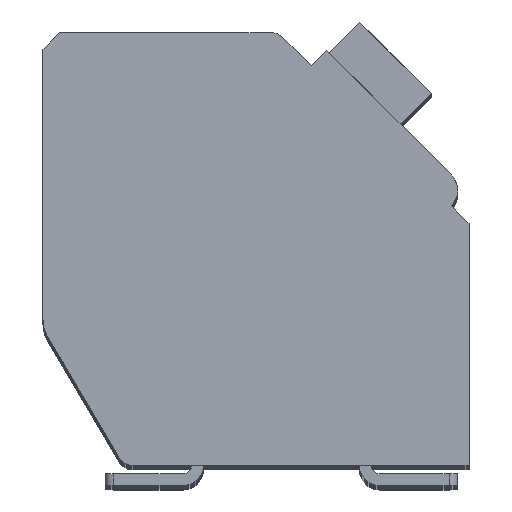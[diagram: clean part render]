
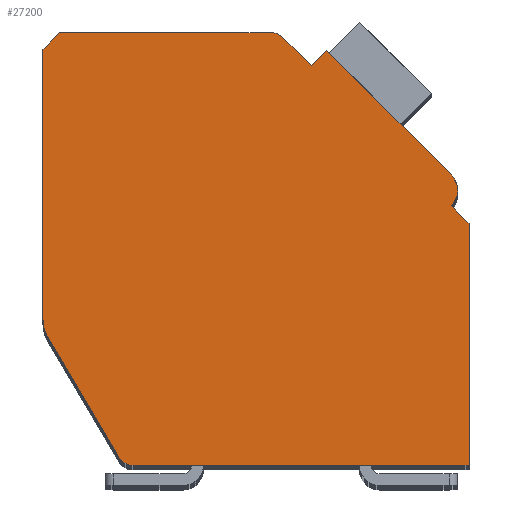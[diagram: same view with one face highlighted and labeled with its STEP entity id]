
A CAD part, top view. The second image highlights one B-rep face of the part: STEP entity #27200.
In plain terms, the highlighted planar face has unit normal (0, 0, 1).
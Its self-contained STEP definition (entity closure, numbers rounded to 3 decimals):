
#543=DIRECTION('',(0.,-1.,0.));
#544=VECTOR('',#543,8.053);
#545=CARTESIAN_POINT('',(-12.7,12.4,2.1));
#546=LINE('',#545,#544);
#547=DIRECTION('',(-0.707,-0.707,0.));
#548=VECTOR('',#547,0.707);
#549=CARTESIAN_POINT('',(-12.2,12.9,2.1));
#550=LINE('',#549,#548);
#551=DIRECTION('',(-1.,0.,0.));
#552=VECTOR('',#551,6.298);
#553=CARTESIAN_POINT('',(-5.902,12.9,2.1));
#554=LINE('',#553,#552);
#555=CARTESIAN_POINT('',(-5.902,12.4,2.1));
#556=DIRECTION('',(0.,0.,1.));
#557=DIRECTION('',(0.707,0.707,0.));
#558=AXIS2_PLACEMENT_3D('',#555,#556,#557);
#560=DIRECTION('',(-0.707,0.707,0.));
#561=VECTOR('',#560,1.197);
#562=CARTESIAN_POINT('',(-4.702,11.907,2.1));
#563=LINE('',#562,#561);
#564=DIRECTION('',(-0.707,-0.707,0.));
#565=VECTOR('',#564,0.65);
#566=CARTESIAN_POINT('',(-4.243,12.367,2.1));
#567=LINE('',#566,#565);
#568=DIRECTION('',(-0.707,0.707,0.));
#569=VECTOR('',#568,5.25);
#570=CARTESIAN_POINT('',(-0.53,8.655,2.1));
#571=LINE('',#570,#569);
#572=CARTESIAN_POINT('',(-0.99,8.195,2.1));
#573=DIRECTION('',(0.,0.,1.));
#574=DIRECTION('',(0.707,-0.707,0.));
#575=AXIS2_PLACEMENT_3D('',#572,#573,#574);
#577=DIRECTION('',(-0.707,0.707,0.));
#578=VECTOR('',#577,0.75);
#579=CARTESIAN_POINT('',(0.,7.205,2.1));
#580=LINE('',#579,#578);
#581=DIRECTION('',(0.,1.,0.));
#582=VECTOR('',#581,7.205);
#583=CARTESIAN_POINT('',(0.,0.,2.1));
#584=LINE('',#583,#582);
#585=DIRECTION('',(1.,0.,0.));
#586=VECTOR('',#585,10.014);
#587=CARTESIAN_POINT('',(-10.014,0.,2.1));
#588=LINE('',#587,#586);
#589=CARTESIAN_POINT('',(-10.014,0.5,2.1));
#590=DIRECTION('',(0.,0.,1.));
#591=DIRECTION('',(-0.862,-0.508,0.));
#592=AXIS2_PLACEMENT_3D('',#589,#590,#591);
#594=DIRECTION('',(0.508,-0.862,0.));
#595=VECTOR('',#594,4.17);
#596=CARTESIAN_POINT('',(-12.562,3.839,2.1));
#597=LINE('',#596,#595);
#598=CARTESIAN_POINT('',(-11.7,4.347,2.1));
#599=DIRECTION('',(0.,0.,1.));
#600=DIRECTION('',(-1.,0.,0.));
#601=AXIS2_PLACEMENT_3D('',#598,#599,#600);
#20482=CARTESIAN_POINT('',(-12.7,12.4,2.1));
#20483=CARTESIAN_POINT('',(-12.7,4.347,2.1));
#20484=VERTEX_POINT('',#20482);
#20485=VERTEX_POINT('',#20483);
#20486=CARTESIAN_POINT('',(-12.562,3.839,2.1));
#20487=VERTEX_POINT('',#20486);
#20488=CARTESIAN_POINT('',(-10.445,0.246,2.1));
#20489=VERTEX_POINT('',#20488);
#20490=CARTESIAN_POINT('',(-10.014,0.,2.1));
#20491=VERTEX_POINT('',#20490);
#20492=CARTESIAN_POINT('',(0.,0.,2.1));
#20493=VERTEX_POINT('',#20492);
#20494=CARTESIAN_POINT('',(0.,7.205,2.1));
#20495=VERTEX_POINT('',#20494);
#20496=CARTESIAN_POINT('',(-0.53,7.735,2.1));
#20497=VERTEX_POINT('',#20496);
#20498=CARTESIAN_POINT('',(-0.53,8.655,2.1));
#20499=VERTEX_POINT('',#20498);
#20500=CARTESIAN_POINT('',(-4.243,12.367,2.1));
#20501=VERTEX_POINT('',#20500);
#20502=CARTESIAN_POINT('',(-4.702,11.907,2.1));
#20503=VERTEX_POINT('',#20502);
#20504=CARTESIAN_POINT('',(-5.548,12.754,2.1));
#20505=VERTEX_POINT('',#20504);
#20506=CARTESIAN_POINT('',(-5.902,12.9,2.1));
#20507=VERTEX_POINT('',#20506);
#20508=CARTESIAN_POINT('',(-12.2,12.9,2.1));
#20509=VERTEX_POINT('',#20508);
#27167=CARTESIAN_POINT('',(0.,0.,2.1));
#27168=DIRECTION('',(0.,0.,1.));
#27169=DIRECTION('',(1.,0.,0.));
#27170=AXIS2_PLACEMENT_3D('',#27167,#27168,#27169);
#27171=PLANE('',#27170);
#27172=ORIENTED_EDGE('',*,*,#26647,.F.);
#27174=ORIENTED_EDGE('',*,*,#27173,.F.);
#27176=ORIENTED_EDGE('',*,*,#27175,.F.);
#27178=ORIENTED_EDGE('',*,*,#27177,.F.);
#27180=ORIENTED_EDGE('',*,*,#27179,.F.);
#27182=ORIENTED_EDGE('',*,*,#27181,.F.);
#27184=ORIENTED_EDGE('',*,*,#27183,.F.);
#27186=ORIENTED_EDGE('',*,*,#27185,.F.);
#27188=ORIENTED_EDGE('',*,*,#27187,.F.);
#27190=ORIENTED_EDGE('',*,*,#27189,.F.);
#27192=ORIENTED_EDGE('',*,*,#27191,.F.);
#27194=ORIENTED_EDGE('',*,*,#27193,.F.);
#27196=ORIENTED_EDGE('',*,*,#27195,.F.);
#27197=ORIENTED_EDGE('',*,*,#26845,.F.);
#27198=EDGE_LOOP('',(#27172,#27174,#27176,#27178,#27180,#27182,#27184,#27186,
#27188,#27190,#27192,#27194,#27196,#27197));
#27199=FACE_OUTER_BOUND('',#27198,.F.);
#559=CIRCLE('',#558,0.5);
#576=CIRCLE('',#575,0.65);
#593=CIRCLE('',#592,0.5);
#602=CIRCLE('',#601,1.);
#26647=EDGE_CURVE('',#20484,#20485,#546,.T.);
#26845=EDGE_CURVE('',#20485,#20487,#602,.T.);
#27173=EDGE_CURVE('',#20509,#20484,#550,.T.);
#27175=EDGE_CURVE('',#20507,#20509,#554,.T.);
#27177=EDGE_CURVE('',#20505,#20507,#559,.T.);
#27179=EDGE_CURVE('',#20503,#20505,#563,.T.);
#27181=EDGE_CURVE('',#20501,#20503,#567,.T.);
#27183=EDGE_CURVE('',#20499,#20501,#571,.T.);
#27185=EDGE_CURVE('',#20497,#20499,#576,.T.);
#27187=EDGE_CURVE('',#20495,#20497,#580,.T.);
#27189=EDGE_CURVE('',#20493,#20495,#584,.T.);
#27191=EDGE_CURVE('',#20491,#20493,#588,.T.);
#27193=EDGE_CURVE('',#20489,#20491,#593,.T.);
#27195=EDGE_CURVE('',#20487,#20489,#597,.T.);
#27200=ADVANCED_FACE('',(#27199),#27171,.T.);
